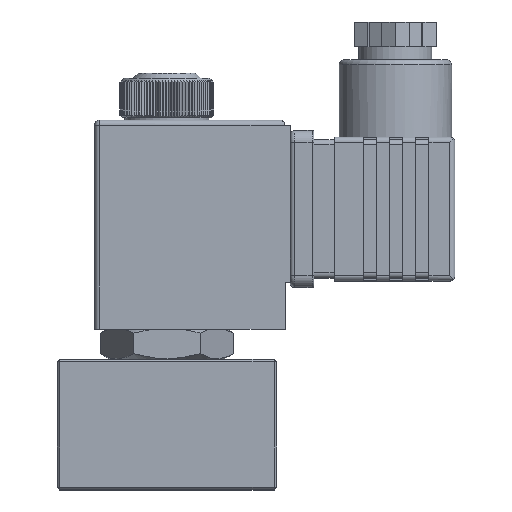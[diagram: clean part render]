
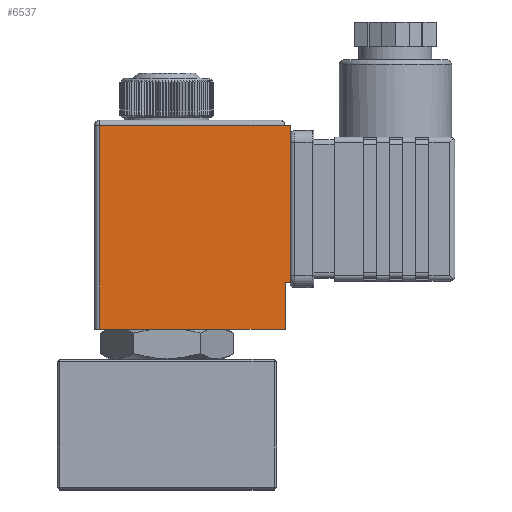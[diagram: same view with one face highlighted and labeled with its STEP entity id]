
A CAD part, top view. The second image highlights one B-rep face of the part: STEP entity #6537.
In plain terms, the highlighted planar face has unit normal (0, 0, 1).
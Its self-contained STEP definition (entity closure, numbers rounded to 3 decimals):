
#6178=CARTESIAN_POINT('',(23.6,29.7,14.75));
#6179=VERTEX_POINT('',#6178);
#6186=CARTESIAN_POINT('',(22.6,29.7,14.75));
#6187=VERTEX_POINT('',#6186);
#6188=CARTESIAN_POINT('',(22.6,29.7,14.75));
#6189=DIRECTION('',(1.0,0.0,0.0));
#6190=VECTOR('',#6189,1.0);
#6191=LINE('',#6188,#6190);
#6192=EDGE_CURVE('',#6187,#6179,#6191,.T.);
#6216=CARTESIAN_POINT('',(23.6,59.7,14.75));
#6217=VERTEX_POINT('',#6216);
#6224=CARTESIAN_POINT('',(23.6,29.7,14.75));
#6225=DIRECTION('',(0.0,1.0,0.0));
#6226=VECTOR('',#6225,30.);
#6227=LINE('',#6224,#6226);
#6228=EDGE_CURVE('',#6179,#6217,#6227,.T.);
#6279=CARTESIAN_POINT('',(22.6,20.7,14.75));
#6280=VERTEX_POINT('',#6279);
#6281=CARTESIAN_POINT('',(22.6,20.7,14.75));
#6282=DIRECTION('',(0.0,1.0,0.0));
#6283=VECTOR('',#6282,9.0);
#6284=LINE('',#6281,#6283);
#6285=EDGE_CURVE('',#6280,#6187,#6284,.T.);
#6327=CARTESIAN_POINT('',(-12.8,20.7,14.75));
#6328=VERTEX_POINT('',#6327);
#6329=CARTESIAN_POINT('',(-12.8,20.7,14.75));
#6330=DIRECTION('',(1.0,0.0,0.0));
#6331=VECTOR('',#6330,35.4);
#6332=LINE('',#6329,#6331);
#6333=EDGE_CURVE('',#6328,#6280,#6332,.T.);
#6443=CARTESIAN_POINT('',(-12.8,59.7,14.75));
#6444=VERTEX_POINT('',#6443);
#6454=CARTESIAN_POINT('',(-12.8,59.7,14.75));
#6455=DIRECTION('',(0.0,-1.0,0.0));
#6456=VECTOR('',#6455,39.0);
#6457=LINE('',#6454,#6456);
#6458=EDGE_CURVE('',#6444,#6328,#6457,.T.);
#6469=CARTESIAN_POINT('',(22.6,59.7,14.75));
#6470=VERTEX_POINT('',#6469);
#6508=CARTESIAN_POINT('',(23.6,59.7,14.75));
#6509=DIRECTION('',(-1.0,0.0,0.0));
#6510=VECTOR('',#6509,1.0);
#6511=LINE('',#6508,#6510);
#6512=EDGE_CURVE('',#6217,#6470,#6511,.T.);
#6518=CARTESIAN_POINT('',(-12.8,59.7,14.75));
#6519=DIRECTION('',(0.0,0.0,1.0));
#6520=DIRECTION('',(1.0,0.0,0.0));
#6521=AXIS2_PLACEMENT_3D('',#6518,#6519,#6520);
#6522=PLANE('',#6521);
#6523=CARTESIAN_POINT('',(22.6,59.7,14.75));
#6524=DIRECTION('',(-1.0,0.0,0.0));
#6525=VECTOR('',#6524,35.4);
#6526=LINE('',#6523,#6525);
#6527=EDGE_CURVE('',#6470,#6444,#6526,.T.);
#6528=ORIENTED_EDGE('',*,*,#6527,.T.);
#6529=ORIENTED_EDGE('',*,*,#6458,.T.);
#6530=ORIENTED_EDGE('',*,*,#6333,.T.);
#6531=ORIENTED_EDGE('',*,*,#6285,.T.);
#6532=ORIENTED_EDGE('',*,*,#6192,.T.);
#6533=ORIENTED_EDGE('',*,*,#6228,.T.);
#6534=ORIENTED_EDGE('',*,*,#6512,.T.);
#6535=EDGE_LOOP('',(#6528,#6529,#6530,#6531,#6532,#6533,#6534));
#6536=FACE_OUTER_BOUND('',#6535,.T.);
#6537=ADVANCED_FACE('',(#6536),#6522,.T.);
